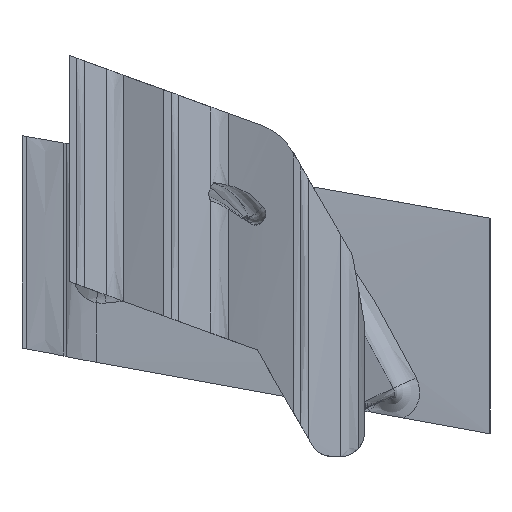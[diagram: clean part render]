
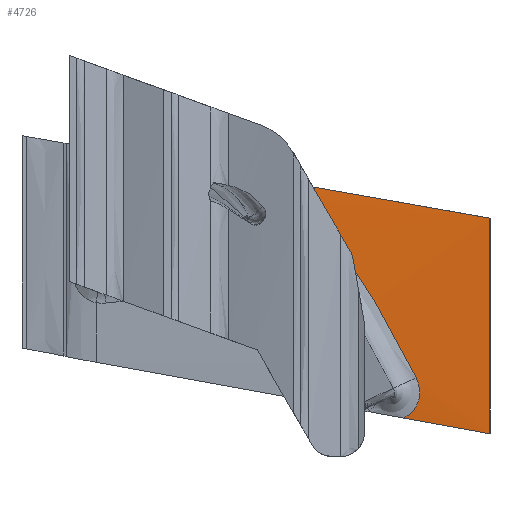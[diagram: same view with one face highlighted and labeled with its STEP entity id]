
A CAD part, top view. The second image highlights one B-rep face of the part: STEP entity #4726.
In plain terms, the highlighted free-form (B-spline) face has degree [1, 2] with [2, 3] control points.
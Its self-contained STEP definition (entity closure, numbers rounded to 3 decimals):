
#3942=CARTESIAN_POINT('',(21.655,4.305,250.249));
#3943=VERTEX_POINT('',#3942);
#3949=CARTESIAN_POINT('',(21.655,-13.963,249.896));
#3950=VERTEX_POINT('',#3949);
#3951=CARTESIAN_POINT('',(21.655,4.305,250.249));
#3952=CARTESIAN_POINT('',(21.655,-4.836,250.406));
#3953=CARTESIAN_POINT('',(21.655,-13.963,249.896));
#3954=(BOUNDED_CURVE()B_SPLINE_CURVE(2,(#3951,#3952,#3953),.CIRCULAR_ARC.,.F.,.U.)B_SPLINE_CURVE_WITH_KNOTS((3,3),(0.402,0.82),.UNSPECIFIED.)CURVE()GEOMETRIC_REPRESENTATION_ITEM()RATIONAL_B_SPLINE_CURVE((0.998,0.998,0.999))REPRESENTATION_ITEM(''));
#3955=EDGE_CURVE('',#3943,#3950,#3954,.T.);
#4649=CARTESIAN_POINT('',(21.655,10.405,250.07));
#4650=CARTESIAN_POINT('',(21.655,-1.846,250.579));
#4651=CARTESIAN_POINT('',(21.655,-14.089,249.889));
#4652=CARTESIAN_POINT('',(-11.816,10.314,247.864));
#4653=CARTESIAN_POINT('',(-11.816,-1.83,248.369));
#4654=CARTESIAN_POINT('',(-11.816,-13.965,247.685));
#4655=(BOUNDED_SURFACE()B_SPLINE_SURFACE(1,2,((#4649,#4650,#4651),(#4652,#4653,#4654)),.GENERALISED_CONE.,.F.,.F.,.U.)B_SPLINE_SURFACE_WITH_KNOTS((2,2),(3,3),(0.,0.966),(0.262,0.823),.UNSPECIFIED.)GEOMETRIC_REPRESENTATION_ITEM()RATIONAL_B_SPLINE_SURFACE(((0.999,0.998,0.999),(0.999,0.998,0.999)))REPRESENTATION_ITEM('')SURFACE());
#4656=CARTESIAN_POINT('',(0.756,7.99,248.779));
#4657=VERTEX_POINT('',#4656);
#4658=CARTESIAN_POINT('',(15.404,-9.225,249.703));
#4659=VERTEX_POINT('',#4658);
#4660=CARTESIAN_POINT('',(0.756,7.99,248.779));
#4661=CARTESIAN_POINT('',(0.782,7.981,248.781));
#4662=CARTESIAN_POINT('',(1.107,7.87,248.806));
#4663=CARTESIAN_POINT('',(1.703,7.627,248.853));
#4664=CARTESIAN_POINT('',(2.331,7.333,248.903));
#4665=CARTESIAN_POINT('',(2.998,6.977,248.958));
#4666=CARTESIAN_POINT('',(3.674,6.574,249.013));
#4667=CARTESIAN_POINT('',(4.34,6.141,249.068));
#4668=CARTESIAN_POINT('',(4.972,5.7,249.12));
#4669=CARTESIAN_POINT('',(5.553,5.263,249.168));
#4670=CARTESIAN_POINT('',(6.105,4.81,249.214));
#4671=CARTESIAN_POINT('',(6.641,4.329,249.258));
#4672=CARTESIAN_POINT('',(7.182,3.796,249.303));
#4673=CARTESIAN_POINT('',(7.738,3.194,249.348));
#4674=CARTESIAN_POINT('',(8.291,2.54,249.392));
#4675=CARTESIAN_POINT('',(8.831,1.852,249.433));
#4676=CARTESIAN_POINT('',(9.339,1.166,249.471));
#4677=CARTESIAN_POINT('',(9.964,0.282,249.515));
#4678=CARTESIAN_POINT('',(10.736,-0.879,249.565));
#4679=CARTESIAN_POINT('',(11.533,-2.143,249.61));
#4680=CARTESIAN_POINT('',(12.34,-3.487,249.648));
#4681=CARTESIAN_POINT('',(13.12,-4.847,249.677));
#4682=CARTESIAN_POINT('',(13.853,-6.179,249.696));
#4683=CARTESIAN_POINT('',(14.827,-8.022,249.71));
#4684=CARTESIAN_POINT('',(15.403,-9.225,249.703));
#4685=B_SPLINE_CURVE_WITH_KNOTS('',2,(#4660,#4661,#4662,#4663,#4664,#4665,#4666,#4667,#4668,#4669,#4670,#4671,#4672,#4673,#4674,#4675,#4676,#4677,#4678,#4679,#4680,#4681,#4682,#4683,#4684),.UNSPECIFIED.,.F.,.U.,(3,1,1,1,1,1,1,1,1,1,1,1,1,1,1,1,1,1,1,1,1,1,1,3),(0.38,0.382,0.398,0.416,0.436,0.457,0.478,0.499,0.519,0.538,0.557,0.577,0.598,0.62,0.644,0.667,0.689,0.725,0.764,0.805,0.848,0.889,0.929,1.),.UNSPECIFIED.);
#4686=EDGE_CURVE('',#4657,#4659,#4685,.T.);
#4687=ORIENTED_EDGE('',*,*,#4686,.T.);
#4688=CARTESIAN_POINT('',(14.323,-12.634,249.483));
#4689=VERTEX_POINT('',#4688);
#4690=CARTESIAN_POINT('',(15.405,-9.224,249.703));
#4691=CARTESIAN_POINT('',(15.415,-9.25,249.703));
#4692=CARTESIAN_POINT('',(15.49,-9.415,249.702));
#4693=CARTESIAN_POINT('',(15.589,-9.701,249.697));
#4694=CARTESIAN_POINT('',(15.657,-9.983,249.691));
#4695=CARTESIAN_POINT('',(15.694,-10.262,249.682));
#4696=CARTESIAN_POINT('',(15.702,-10.538,249.671));
#4697=CARTESIAN_POINT('',(15.68,-10.809,249.658));
#4698=CARTESIAN_POINT('',(15.628,-11.075,249.643));
#4699=CARTESIAN_POINT('',(15.546,-11.332,249.626));
#4700=CARTESIAN_POINT('',(15.436,-11.577,249.607));
#4701=CARTESIAN_POINT('',(15.299,-11.809,249.587));
#4702=CARTESIAN_POINT('',(15.135,-12.024,249.566));
#4703=CARTESIAN_POINT('',(14.948,-12.219,249.545));
#4704=CARTESIAN_POINT('',(14.739,-12.392,249.522));
#4705=CARTESIAN_POINT('',(14.513,-12.539,249.5));
#4706=CARTESIAN_POINT('',(14.358,-12.618,249.486));
#4707=CARTESIAN_POINT('',(14.322,-12.634,249.483));
#4708=B_SPLINE_CURVE_WITH_KNOTS('',2,(#4690,#4691,#4692,#4693,#4694,#4695,#4696,#4697,#4698,#4699,#4700,#4701,#4702,#4703,#4704,#4705,#4706,#4707),.UNSPECIFIED.,.F.,.U.,(3,1,1,1,1,1,1,1,1,1,1,1,1,1,1,1,3),(0.087,0.094,0.134,0.171,0.208,0.243,0.278,0.313,0.347,0.382,0.416,0.451,0.485,0.52,0.554,0.589,0.599),.UNSPECIFIED.);
#4709=EDGE_CURVE('',#4659,#4689,#4708,.T.);
#4710=ORIENTED_EDGE('',*,*,#4709,.T.);
#4711=CARTESIAN_POINT('',(21.655,-13.963,249.896));
#4712=CARTESIAN_POINT('',(17.985,-13.298,249.691));
#4713=CARTESIAN_POINT('',(14.323,-12.634,249.483));
#4714=(BOUNDED_CURVE()B_SPLINE_CURVE(2,(#4711,#4712,#4713),.ELLIPTIC_ARC.,.F.,.U.)B_SPLINE_CURVE_WITH_KNOTS((3,3),(0.,0.21),.UNSPECIFIED.)CURVE()GEOMETRIC_REPRESENTATION_ITEM()RATIONAL_B_SPLINE_CURVE((1.011,1.012,1.013))REPRESENTATION_ITEM(''));
#4715=EDGE_CURVE('',#3950,#4689,#4714,.T.);
#4716=ORIENTED_EDGE('',*,*,#4715,.F.);
#4717=ORIENTED_EDGE('',*,*,#3955,.F.);
#4718=CARTESIAN_POINT('',(0.756,7.99,248.779));
#4719=CARTESIAN_POINT('',(11.175,6.153,249.526));
#4720=CARTESIAN_POINT('',(21.655,4.305,250.249));
#4721=(BOUNDED_CURVE()B_SPLINE_CURVE(2,(#4718,#4719,#4720),.ELLIPTIC_ARC.,.F.,.U.)B_SPLINE_CURVE_WITH_KNOTS((3,3),(0.399,1.),.UNSPECIFIED.)CURVE()GEOMETRIC_REPRESENTATION_ITEM()RATIONAL_B_SPLINE_CURVE((1.01,1.007,1.005))REPRESENTATION_ITEM(''));
#4722=EDGE_CURVE('',#4657,#3943,#4721,.T.);
#4723=ORIENTED_EDGE('',*,*,#4722,.F.);
#4724=EDGE_LOOP('',(#4687,#4710,#4716,#4717,#4723));
#4725=FACE_OUTER_BOUND('',#4724,.T.);
#4726=ADVANCED_FACE('',(#4725),#4655,.T.);
